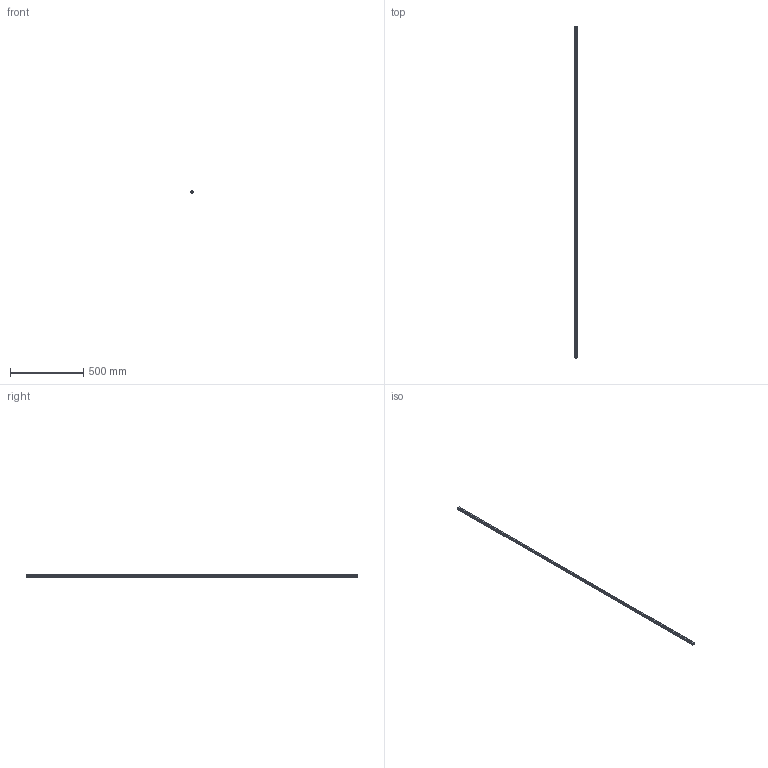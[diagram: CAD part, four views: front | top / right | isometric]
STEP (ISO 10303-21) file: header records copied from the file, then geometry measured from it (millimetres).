
FILE_DESCRIPTION(('STEP AP214'),'1');
FILE_NAME('cctmp_A42DC31F-67E7-4BEE-B593-48B9F86A92C0_2020_5_5_13_35_49_571..stp','2020-05-05T11:35:49',('HIWIN GmbH'),('CADClick - www.CADClick.com'),'Spatial InterOp 3D',' ','unknown authorization');
FILE_SCHEMA(('AUTOMOTIVE_DESIGN'));
Length unit declared in the file: millimetre
Products named in the file (1): HGR15R2270H_FILE
Bounding box: 15 x 2270 x 15 mm (x, y, z)
Volume: 417011.1 mm3; surface area: 151262.3 mm2
Topology: 1 solids, 1 shells, 457 faces, 1011 edges, 674 vertices
Faces by surface type: cylinder 254, plane 203
Entity records: 16513 total; most frequent: DIRECTION 2435, CARTESIAN_POINT 2143, ORIENTED_EDGE 2022, EDGE_CURVE 1011, AXIS2_PLACEMENT_3D 966, VERTEX_POINT 674, EDGE_LOOP 575, CIRCLE 508
